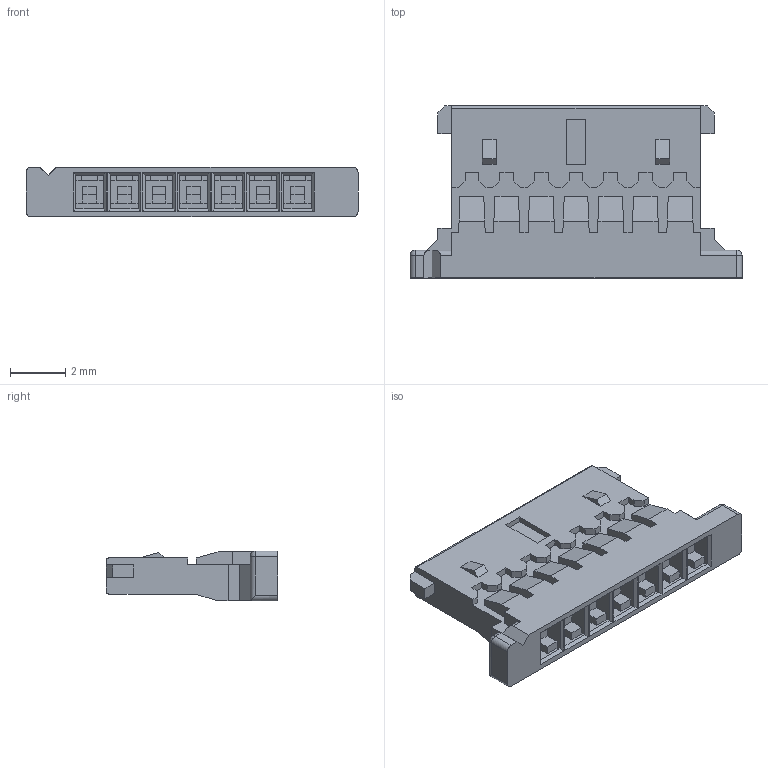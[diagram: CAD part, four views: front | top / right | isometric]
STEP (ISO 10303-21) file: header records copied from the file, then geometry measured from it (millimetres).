
FILE_DESCRIPTION(/* description */ (''),/* implementation_level */ '2;1');
FILE_NAME(/* name */ '511460700.step',/* time_stamp */ '2023-02-03T09:22:40+03:00',/* author */ (''),/* organization */ (''),/* preprocessor_version */ 'ST-DEVELOPER v19.2',/* originating_system */ 'Autodesk Translation Framework v11.17.0.187',/* authorisation */ '');
FILE_SCHEMA (('AUTOMOTIVE_DESIGN { 1 0 10303 214 3 1 1 }'));
Length unit declared in the file: millimetre
Products named in the file (1): 511460700
Bounding box: 11.97 x 6.2 x 1.8 mm (x, y, z)
Volume: 81.5 mm3; surface area: 229.4 mm2
Topology: 1 solids, 1 shells, 392 faces, 1027 edges, 654 vertices
Faces by surface type: plane 379, cylinder 11, sphere 2
Entity records: 11735 total; most frequent: CARTESIAN_POINT 2074, ORIENTED_EDGE 2054, DIRECTION 1833, EDGE_CURVE 1027, LINE 1007, VECTOR 1007, VERTEX_POINT 654, AXIS2_PLACEMENT_3D 413
